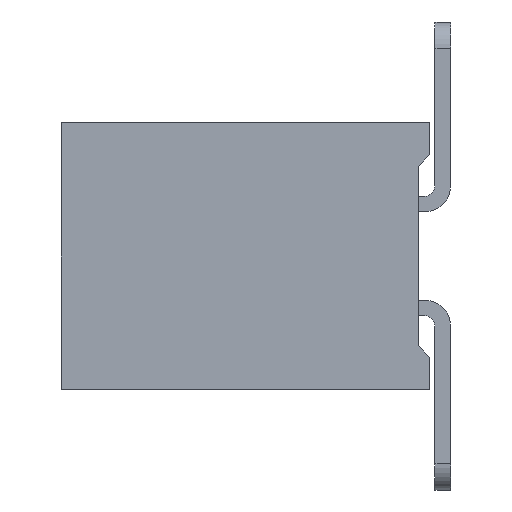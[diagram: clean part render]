
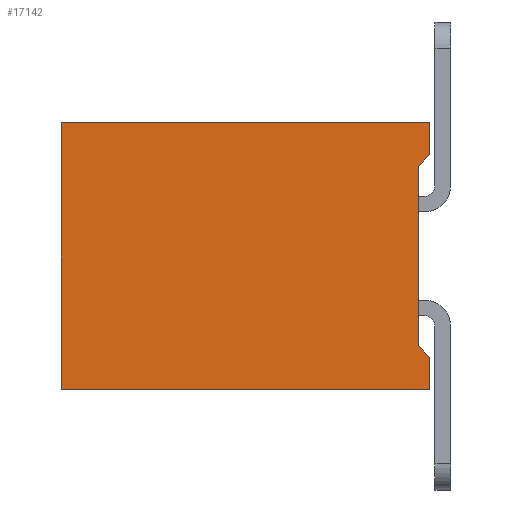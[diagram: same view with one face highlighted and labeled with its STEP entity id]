
A CAD part, front view. The second image highlights one B-rep face of the part: STEP entity #17142.
In plain terms, the highlighted planar face has unit normal (0, -1, 0).
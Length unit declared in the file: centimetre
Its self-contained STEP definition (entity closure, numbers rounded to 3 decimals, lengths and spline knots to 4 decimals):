
#1066=FACE_OUTER_BOUND('',#2026,.T.);
#2026=EDGE_LOOP('',(#14527,#14528,#14529,#14530,#14531,#14532,#14533,#14534));
#4274=LINE('',#27937,#6198);
#4275=LINE('',#27939,#6199);
#4276=LINE('',#27941,#6200);
#4277=LINE('',#27943,#6201);
#4278=LINE('',#27945,#6202);
#4279=LINE('',#27947,#6203);
#4280=LINE('',#27949,#6204);
#4281=LINE('',#27950,#6205);
#6198=VECTOR('',#22836,0.254);
#6199=VECTOR('',#22837,0.351);
#6200=VECTOR('',#22838,0.0305);
#6201=VECTOR('',#22839,0.0156);
#6202=VECTOR('',#22840,0.171);
#6203=VECTOR('',#22841,0.0156);
#6204=VECTOR('',#22842,0.0305);
#6205=VECTOR('',#22843,0.351);
#7897=VERTEX_POINT('',#27935);
#7898=VERTEX_POINT('',#27936);
#7899=VERTEX_POINT('',#27938);
#7900=VERTEX_POINT('',#27940);
#7901=VERTEX_POINT('',#27942);
#7902=VERTEX_POINT('',#27944);
#7903=VERTEX_POINT('',#27946);
#7904=VERTEX_POINT('',#27948);
#10160=EDGE_CURVE('',#7897,#7898,#4274,.T.);
#10161=EDGE_CURVE('',#7899,#7897,#4275,.T.);
#10162=EDGE_CURVE('',#7900,#7899,#4276,.T.);
#10163=EDGE_CURVE('',#7901,#7900,#4277,.T.);
#10164=EDGE_CURVE('',#7902,#7901,#4278,.T.);
#10165=EDGE_CURVE('',#7903,#7902,#4279,.T.);
#10166=EDGE_CURVE('',#7904,#7903,#4280,.T.);
#10167=EDGE_CURVE('',#7898,#7904,#4281,.T.);
#14527=ORIENTED_EDGE('',*,*,#10160,.F.);
#14528=ORIENTED_EDGE('',*,*,#10161,.F.);
#14529=ORIENTED_EDGE('',*,*,#10162,.F.);
#14530=ORIENTED_EDGE('',*,*,#10163,.F.);
#14531=ORIENTED_EDGE('',*,*,#10164,.F.);
#14532=ORIENTED_EDGE('',*,*,#10165,.F.);
#14533=ORIENTED_EDGE('',*,*,#10166,.F.);
#14534=ORIENTED_EDGE('',*,*,#10167,.F.);
#16205=PLANE('',#18608);
#17142=ADVANCED_FACE('',(#1066),#16205,.F.);
#18608=AXIS2_PLACEMENT_3D('',#27934,#22834,#22835);
#22834=DIRECTION('center_axis',(0.,1.,0.));
#22835=DIRECTION('ref_axis',(0.,0.,
1.));
#22836=DIRECTION('',(0.,0.,1.));
#22837=DIRECTION('',(-1.,0.,0.));
#22838=DIRECTION('',(0.,0.,-1.));
#22839=DIRECTION('',(0.707,0.,-0.707));
#22840=DIRECTION('',(0.,0.,-1.));
#22841=DIRECTION('',(-0.707,0.,-0.707));
#22842=DIRECTION('',(0.,0.,-1.));
#22843=DIRECTION('',(1.,0.,0.));
#27934=CARTESIAN_POINT('Origin',(-0.2675,-2.8804,0.0326));
#27935=CARTESIAN_POINT('',(-0.4438,-2.8804,-0.0963));
#27936=CARTESIAN_POINT('',(-0.4438,-2.8804,0.1577));
#27937=CARTESIAN_POINT('',(-0.4438,-2.8804,-0.1589));
#27938=CARTESIAN_POINT('',(-0.0928,-2.8804,-0.0963));
#27939=CARTESIAN_POINT('',(-0.1801,-2.8804,-0.0963));
#27940=CARTESIAN_POINT('',(-0.0928,-2.8804,-0.0658));
#27941=CARTESIAN_POINT('',(-0.0928,-2.8804,-0.0166));
#27942=CARTESIAN_POINT('',(-0.1038,-2.8804,-0.0548));
#27943=CARTESIAN_POINT('',(-0.1666,-2.8804,0.0079));
#27944=CARTESIAN_POINT('',(-0.1038,-2.8804,0.1162));
#27945=CARTESIAN_POINT('',(-0.1038,-2.8804,0.0744));
#27946=CARTESIAN_POINT('',(-0.0928,-2.8804,0.1272));
#27947=CARTESIAN_POINT('',(-0.1601,-2.8804,0.0598));
#27948=CARTESIAN_POINT('',(-0.0928,-2.8804,0.1577));
#27949=CARTESIAN_POINT('',(-0.0928,-2.8804,0.0951));
#27950=CARTESIAN_POINT('',(-0.3556,-2.8804,0.1577));
